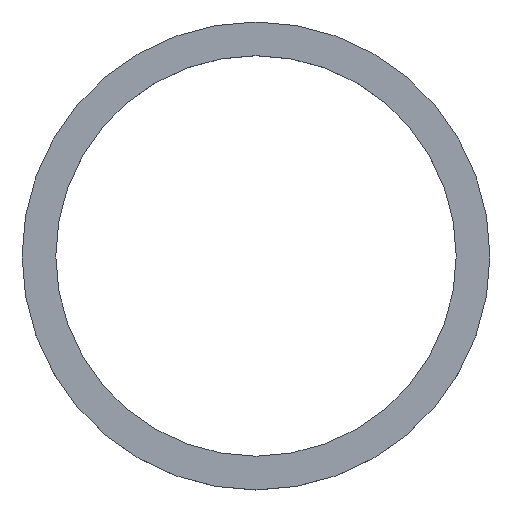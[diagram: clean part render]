
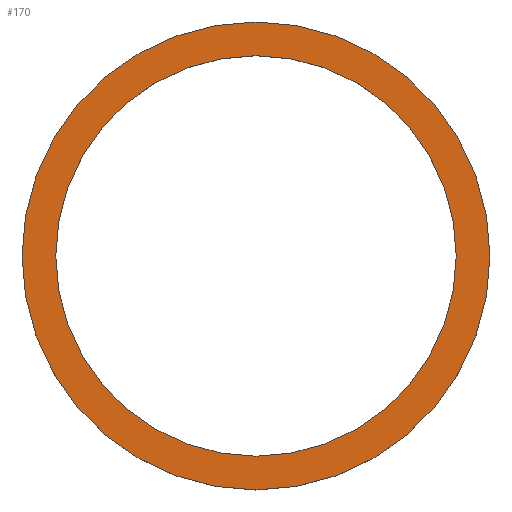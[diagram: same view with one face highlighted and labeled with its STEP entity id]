
A CAD part, top view. The second image highlights one B-rep face of the part: STEP entity #170.
In plain terms, the highlighted planar face has unit normal (0, 0, 1).
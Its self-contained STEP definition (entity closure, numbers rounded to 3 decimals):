
#10 = ORIENTED_EDGE ( 'NONE', *, *, #100, .T. ) ;
#11 = CARTESIAN_POINT ( 'NONE',  ( 0., 0., 3.5 ) ) ;
#17 = CIRCLE ( 'NONE', #159, 23.75 ) ;
#19 = DIRECTION ( 'NONE',  ( 0., 0., 1. ) ) ;
#24 = CARTESIAN_POINT ( 'NONE',  ( -27.75, 0., 3.5 ) ) ;
#27 = DIRECTION ( 'NONE',  ( 0., 0., 1. ) ) ;
#28 = DIRECTION ( 'NONE',  ( 1., 0., 0. ) ) ;
#32 = AXIS2_PLACEMENT_3D ( 'NONE', #116, #82, #145 ) ;
#35 = EDGE_CURVE ( 'NONE', #93, #173, #149, .T. ) ;
#37 = CIRCLE ( 'NONE', #110, 27.75 ) ;
#38 = VERTEX_POINT ( 'NONE', #179 ) ;
#41 = DIRECTION ( 'NONE',  ( 0., 0., 1. ) ) ;
#42 = EDGE_CURVE ( 'NONE', #38, #85, #133, .T. ) ;
#43 = ORIENTED_EDGE ( 'NONE', *, *, #42, .F. ) ;
#46 = CARTESIAN_POINT ( 'NONE',  ( 27.75, 0., 3.5 ) ) ;
#53 = AXIS2_PLACEMENT_3D ( 'NONE', #76, #27, #207 ) ;
#65 = FACE_OUTER_BOUND ( 'NONE', #171, .T. ) ;
#70 = ORIENTED_EDGE ( 'NONE', *, *, #134, .F. ) ;
#73 = DIRECTION ( 'NONE',  ( 0., 0., 1. ) ) ;
#76 = CARTESIAN_POINT ( 'NONE',  ( 0., 0., 3.5 ) ) ;
#79 = DIRECTION ( 'NONE',  ( 1., 0., 0. ) ) ;
#82 = DIRECTION ( 'NONE',  ( 0., 0., 1. ) ) ;
#85 = VERTEX_POINT ( 'NONE', #139 ) ;
#91 = EDGE_LOOP ( 'NONE', ( #70, #43 ) ) ;
#93 = VERTEX_POINT ( 'NONE', #24 ) ;
#100 = EDGE_CURVE ( 'NONE', #173, #93, #37, .T. ) ;
#110 = AXIS2_PLACEMENT_3D ( 'NONE', #191, #41, #178 ) ;
#116 = CARTESIAN_POINT ( 'NONE',  ( 0., 0., 3.5 ) ) ;
#125 = AXIS2_PLACEMENT_3D ( 'NONE', #11, #73, #28 ) ;
#128 = CARTESIAN_POINT ( 'NONE',  ( 0., 0., 3.5 ) ) ;
#131 = PLANE ( 'NONE',  #32 ) ;
#133 = CIRCLE ( 'NONE', #125, 23.75 ) ;
#134 = EDGE_CURVE ( 'NONE', #85, #38, #17, .T. ) ;
#139 = CARTESIAN_POINT ( 'NONE',  ( -23.75, 0., 3.5 ) ) ;
#145 = DIRECTION ( 'NONE',  ( 1., 0., 0. ) ) ;
#149 = CIRCLE ( 'NONE', #53, 27.75 ) ;
#158 = ORIENTED_EDGE ( 'NONE', *, *, #35, .T. ) ;
#159 = AXIS2_PLACEMENT_3D ( 'NONE', #128, #19, #79 ) ;
#170 = ADVANCED_FACE ( 'NONE', ( #65, #196 ), #131, .T. ) ;
#171 = EDGE_LOOP ( 'NONE', ( #158, #10 ) ) ;
#173 = VERTEX_POINT ( 'NONE', #46 ) ;
#178 = DIRECTION ( 'NONE',  ( 1., 0., 0. ) ) ;
#179 = CARTESIAN_POINT ( 'NONE',  ( 23.75, 0., 3.5 ) ) ;
#191 = CARTESIAN_POINT ( 'NONE',  ( 0., 0., 3.5 ) ) ;
#196 = FACE_BOUND ( 'NONE', #91, .T. ) ;
#207 = DIRECTION ( 'NONE',  ( 1., 0., 0. ) ) ;
